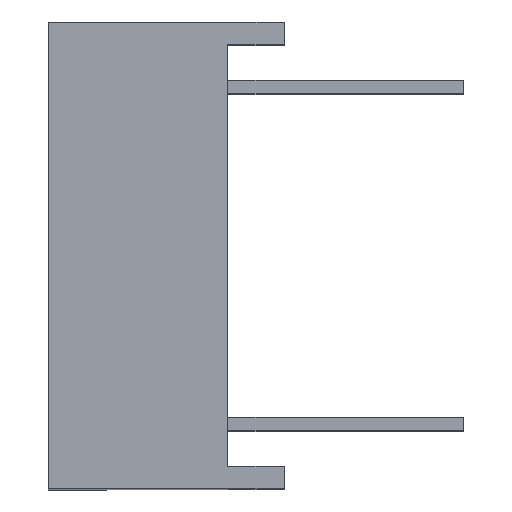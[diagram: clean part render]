
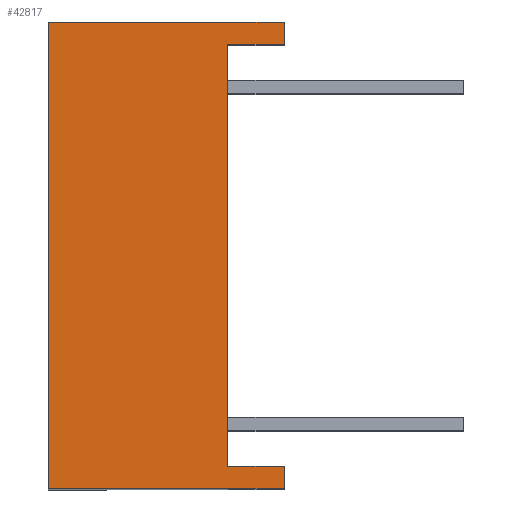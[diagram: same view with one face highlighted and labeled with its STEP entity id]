
A CAD part, top view. The second image highlights one B-rep face of the part: STEP entity #42817.
In plain terms, the highlighted planar face has unit normal (0, 0, 1).
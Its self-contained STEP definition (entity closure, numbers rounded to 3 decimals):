
#42699=CARTESIAN_POINT('',(0.,4.77,20.16));
#42700=VERTEX_POINT('',#42699);
#42707=CARTESIAN_POINT('',(-1.27,4.77,20.16));
#42708=VERTEX_POINT('',#42707);
#42709=CARTESIAN_POINT('',(-1.27,4.77,20.16));
#42710=DIRECTION('',(1.0,0.0,0.0));
#42711=VECTOR('',#42710,1.27);
#42712=LINE('',#42709,#42711);
#42713=EDGE_CURVE('',#42708,#42700,#42712,.T.);
#42739=CARTESIAN_POINT('',(-1.27,-4.77,20.16));
#42740=VERTEX_POINT('',#42739);
#42747=CARTESIAN_POINT('',(0.,-4.77,20.16));
#42748=VERTEX_POINT('',#42747);
#42749=CARTESIAN_POINT('',(0.,-4.77,20.16));
#42750=DIRECTION('',(-1.0,0.0,0.0));
#42751=VECTOR('',#42750,1.27);
#42752=LINE('',#42749,#42751);
#42753=EDGE_CURVE('',#42748,#42740,#42752,.T.);
#42764=CARTESIAN_POINT('',(-0.25,5.27,20.16));
#42765=DIRECTION('',(0.0,0.0,1.0));
#42766=DIRECTION('',(1.0,0.0,0.0));
#42767=AXIS2_PLACEMENT_3D('',#42764,#42765,#42766);
#42768=PLANE('',#42767);
#42769=ORIENTED_EDGE('',*,*,#42753,.T.);
#42770=CARTESIAN_POINT('',(-1.27,-4.77,20.16));
#42771=DIRECTION('',(0.0,1.0,0.0));
#42772=VECTOR('',#42771,9.54);
#42773=LINE('',#42770,#42772);
#42774=EDGE_CURVE('',#42740,#42708,#42773,.T.);
#42775=ORIENTED_EDGE('',*,*,#42774,.T.);
#42776=ORIENTED_EDGE('',*,*,#42713,.T.);
#42777=CARTESIAN_POINT('',(0.,5.27,20.16));
#42778=VERTEX_POINT('',#42777);
#42779=CARTESIAN_POINT('',(0.,5.27,20.16));
#42780=DIRECTION('',(0.0,-1.0,0.0));
#42781=VECTOR('',#42780,0.5);
#42782=LINE('',#42779,#42781);
#42783=EDGE_CURVE('',#42778,#42700,#42782,.T.);
#42784=ORIENTED_EDGE('',*,*,#42783,.F.);
#42785=CARTESIAN_POINT('',(-5.33,5.27,20.16));
#42786=VERTEX_POINT('',#42785);
#42787=CARTESIAN_POINT('',(0.,5.27,20.16));
#42788=DIRECTION('',(-1.0,0.0,0.0));
#42789=VECTOR('',#42788,5.33);
#42790=LINE('',#42787,#42789);
#42791=EDGE_CURVE('',#42778,#42786,#42790,.T.);
#42792=ORIENTED_EDGE('',*,*,#42791,.T.);
#42793=CARTESIAN_POINT('',(-5.33,-5.27,20.16));
#42794=VERTEX_POINT('',#42793);
#42795=CARTESIAN_POINT('',(-5.33,5.27,20.16));
#42796=DIRECTION('',(0.0,-1.0,0.0));
#42797=VECTOR('',#42796,10.54);
#42798=LINE('',#42795,#42797);
#42799=EDGE_CURVE('',#42786,#42794,#42798,.T.);
#42800=ORIENTED_EDGE('',*,*,#42799,.T.);
#42801=CARTESIAN_POINT('',(0.,-5.27,20.16));
#42802=VERTEX_POINT('',#42801);
#42803=CARTESIAN_POINT('',(0.,-5.27,20.16));
#42804=DIRECTION('',(-1.0,0.0,0.0));
#42805=VECTOR('',#42804,5.33);
#42806=LINE('',#42803,#42805);
#42807=EDGE_CURVE('',#42802,#42794,#42806,.T.);
#42808=ORIENTED_EDGE('',*,*,#42807,.F.);
#42809=CARTESIAN_POINT('',(0.,-4.77,20.16));
#42810=DIRECTION('',(0.0,-1.0,0.0));
#42811=VECTOR('',#42810,0.5);
#42812=LINE('',#42809,#42811);
#42813=EDGE_CURVE('',#42748,#42802,#42812,.T.);
#42814=ORIENTED_EDGE('',*,*,#42813,.F.);
#42815=EDGE_LOOP('',(#42769,#42775,#42776,#42784,#42792,#42800,#42808,#42814));
#42816=FACE_OUTER_BOUND('',#42815,.T.);
#42817=ADVANCED_FACE('',(#42816),#42768,.T.);
